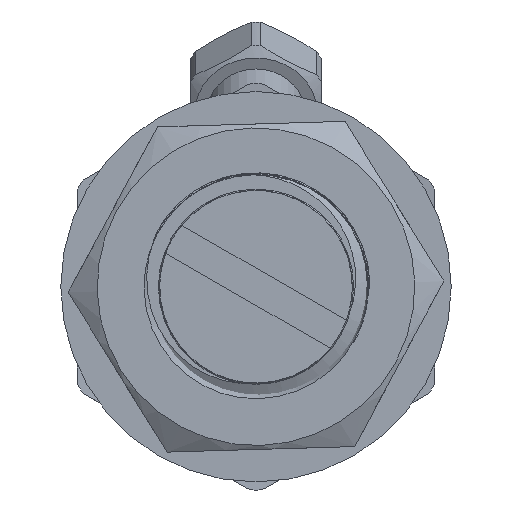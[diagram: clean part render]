
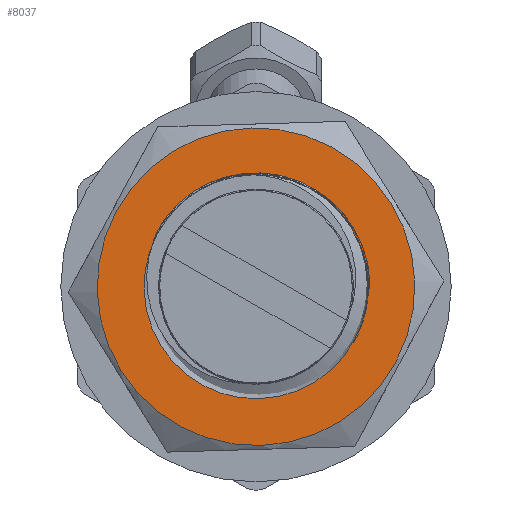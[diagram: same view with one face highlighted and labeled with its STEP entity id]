
A CAD part, left-side view. The second image highlights one B-rep face of the part: STEP entity #8037.
In plain terms, the highlighted planar face has unit normal (-1, 0, 0).
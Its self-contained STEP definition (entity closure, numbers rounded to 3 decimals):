
#7986=CARTESIAN_POINT('',(0.0,-5.464,0.));
#7987=VERTEX_POINT('',#7986);
#7988=CARTESIAN_POINT('',(0.0,0.0,0.0));
#7989=DIRECTION('',(-1.0,0.0,0.0));
#7990=DIRECTION('',(0.0,1.0,0.0));
#7991=AXIS2_PLACEMENT_3D('',#7988,#7989,#7990);
#7992=CIRCLE('',#7991,5.464);
#7993=EDGE_CURVE('',#7987,#7987,#7992,.T.);
#8018=CARTESIAN_POINT('',(0.0,3.875,0.0));
#8019=DIRECTION('',(-1.0,0.0,0.0));
#8020=DIRECTION('',(0.0,0.0,1.0));
#8021=AXIS2_PLACEMENT_3D('',#8018,#8019,#8020);
#8022=PLANE('',#8021);
#8023=CARTESIAN_POINT('',(0.0,7.75,0.0));
#8024=VERTEX_POINT('',#8023);
#8025=CARTESIAN_POINT('',(0.0,0.0,0.0));
#8026=DIRECTION('',(1.0,0.0,0.0));
#8027=DIRECTION('',(0.0,1.0,0.0));
#8028=AXIS2_PLACEMENT_3D('',#8025,#8026,#8027);
#8029=CIRCLE('',#8028,7.75);
#8030=EDGE_CURVE('',#8024,#8024,#8029,.T.);
#8031=ORIENTED_EDGE('',*,*,#8030,.F.);
#8032=EDGE_LOOP('',(#8031));
#8033=FACE_OUTER_BOUND('',#8032,.T.);
#8034=ORIENTED_EDGE('',*,*,#7993,.F.);
#8035=EDGE_LOOP('',(#8034));
#8036=FACE_BOUND('',#8035,.T.);
#8037=ADVANCED_FACE('',(#8033,#8036),#8022,.T.);
